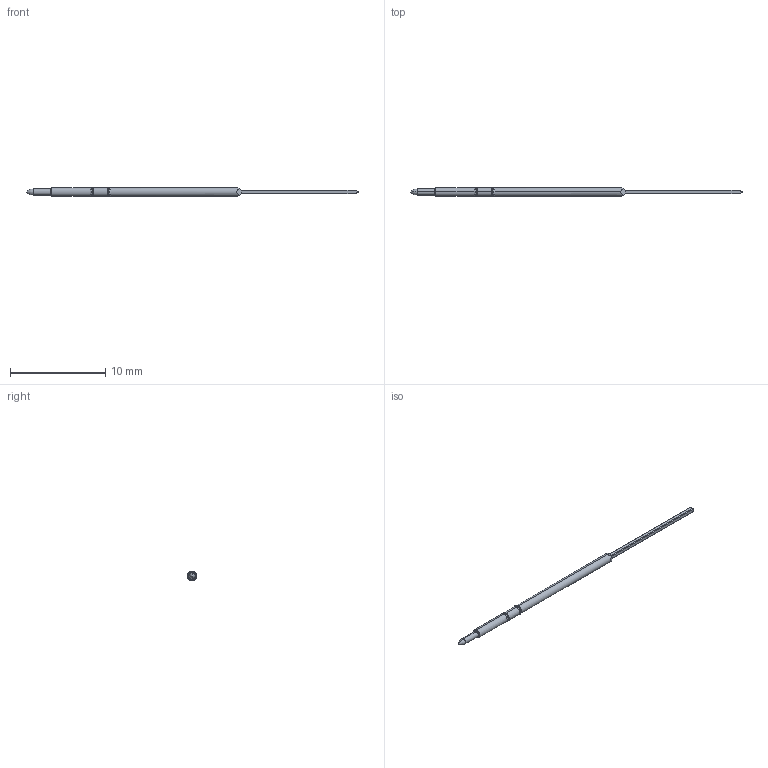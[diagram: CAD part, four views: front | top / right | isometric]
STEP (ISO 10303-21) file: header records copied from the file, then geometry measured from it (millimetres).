
FILE_DESCRIPTION (( 'STEP AP214' ), '1' );
FILE_NAME ('X50-TW-5.STEP', '2016-03-31T13:43:23', ( 'spare' ), ( '' ), 'SwSTEP 2.0', 'SolidWorks 2016', '' );
FILE_SCHEMA (( 'AUTOMOTIVE_DESIGN' ));
Length unit declared in the file: inch
Products named in the file (1): X50-TW-5
Bounding box: 34.8 x 1.03 x 1.03 mm (x, y, z)
Volume: 16.5 mm3; surface area: 82.9 mm2
Topology: 1 solids, 1 shells, 49 faces, 116 edges, 69 vertices
Faces by surface type: plane 19, cylinder 16, cone 8, torus 6
Entity records: 1412 total; most frequent: CARTESIAN_POINT 299, ORIENTED_EDGE 228, DIRECTION 224, EDGE_CURVE 114, AXIS2_PLACEMENT_3D 82, VERTEX_POINT 69, LINE 60, VECTOR 60
